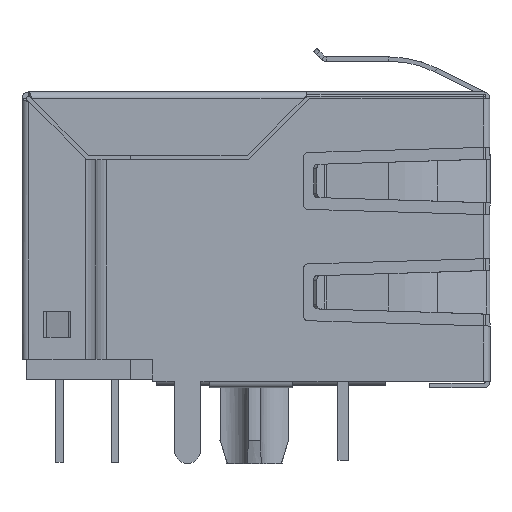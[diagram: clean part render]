
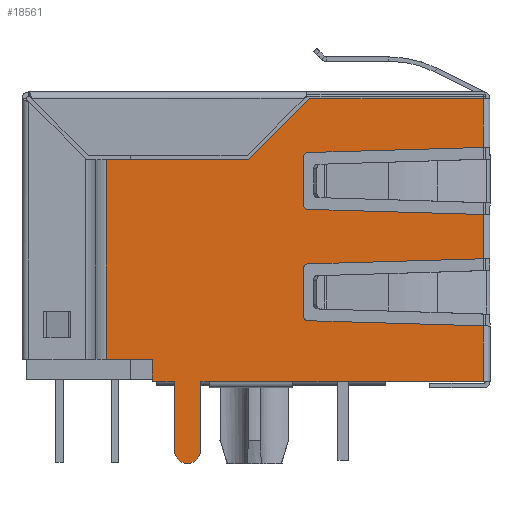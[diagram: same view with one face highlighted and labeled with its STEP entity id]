
A CAD part, left-side view. The second image highlights one B-rep face of the part: STEP entity #18561.
In plain terms, the highlighted face is planar.
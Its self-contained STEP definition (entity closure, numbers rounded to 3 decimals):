
#166=CIRCLE('',#19270,0.2);
#168=CIRCLE('',#19273,0.2);
#170=CIRCLE('',#19278,0.2);
#172=CIRCLE('',#19281,0.2);
#203=CIRCLE('',#19344,0.6);
#2863=ORIENTED_EDGE('',*,*,#5758,.T.);
#2864=ORIENTED_EDGE('',*,*,#5729,.T.);
#2865=ORIENTED_EDGE('',*,*,#5728,.T.);
#2866=ORIENTED_EDGE('',*,*,#4902,.T.);
#2867=ORIENTED_EDGE('',*,*,#5699,.F.);
#2868=ORIENTED_EDGE('',*,*,#5696,.F.);
#2869=ORIENTED_EDGE('',*,*,#5692,.F.);
#2870=ORIENTED_EDGE('',*,*,#5951,.T.);
#2871=ORIENTED_EDGE('',*,*,#5691,.T.);
#2872=ORIENTED_EDGE('',*,*,#4936,.T.);
#2873=ORIENTED_EDGE('',*,*,#5962,.T.);
#2874=ORIENTED_EDGE('',*,*,#5831,.T.);
#2875=ORIENTED_EDGE('',*,*,#5602,.F.);
#2876=ORIENTED_EDGE('',*,*,#5834,.T.);
#2877=ORIENTED_EDGE('',*,*,#5606,.F.);
#2878=ORIENTED_EDGE('',*,*,#5836,.T.);
#2879=ORIENTED_EDGE('',*,*,#4875,.T.);
#2880=ORIENTED_EDGE('',*,*,#5825,.F.);
#2881=ORIENTED_EDGE('',*,*,#5614,.F.);
#2882=ORIENTED_EDGE('',*,*,#5823,.F.);
#2883=ORIENTED_EDGE('',*,*,#5610,.F.);
#2884=ORIENTED_EDGE('',*,*,#5820,.F.);
#2885=ORIENTED_EDGE('',*,*,#4886,.T.);
#2886=ORIENTED_EDGE('',*,*,#5958,.T.);
#2887=ORIENTED_EDGE('',*,*,#5955,.T.);
#2888=ORIENTED_EDGE('',*,*,#5953,.T.);
#4875=EDGE_CURVE('',#6825,#6826,#8004,.T.);
#4886=EDGE_CURVE('',#6833,#6835,#8009,.T.);
#4902=EDGE_CURVE('',#6847,#6850,#8023,.T.);
#4936=EDGE_CURVE('',#6876,#6880,#8051,.T.);
#5602=EDGE_CURVE('',#7289,#7290,#166,.T.);
#5606=EDGE_CURVE('',#7293,#7294,#168,.T.);
#5610=EDGE_CURVE('',#7297,#7298,#170,.T.);
#5614=EDGE_CURVE('',#7301,#7302,#172,.T.);
#5691=EDGE_CURVE('',#7359,#6876,#8465,.T.);
#5692=EDGE_CURVE('',#7361,#7362,#8466,.T.);
#5696=EDGE_CURVE('',#7362,#7365,#203,.T.);
#5699=EDGE_CURVE('',#7365,#6850,#8471,.T.);
#5728=EDGE_CURVE('',#7379,#6847,#8492,.T.);
#5729=EDGE_CURVE('',#7381,#7379,#8493,.T.);
#5758=EDGE_CURVE('',#7403,#7381,#8513,.T.);
#5820=EDGE_CURVE('',#6833,#7297,#8560,.T.);
#5823=EDGE_CURVE('',#7298,#7301,#8563,.T.);
#5825=EDGE_CURVE('',#7302,#6826,#8565,.T.);
#5831=EDGE_CURVE('',#7433,#7290,#8570,.T.);
#5834=EDGE_CURVE('',#7289,#7294,#8571,.T.);
#5836=EDGE_CURVE('',#7293,#6825,#8573,.T.);
#5951=EDGE_CURVE('',#7361,#7359,#8669,.T.);
#5953=EDGE_CURVE('',#7482,#7403,#8671,.T.);
#5955=EDGE_CURVE('',#7483,#7482,#8673,.T.);
#5958=EDGE_CURVE('',#6835,#7483,#8676,.T.);
#5962=EDGE_CURVE('',#6880,#7433,#8680,.T.);
#6825=VERTEX_POINT('',#23547);
#6826=VERTEX_POINT('',#23548);
#6833=VERTEX_POINT('',#23565);
#6835=VERTEX_POINT('',#23569);
#6847=VERTEX_POINT('',#23599);
#6850=VERTEX_POINT('',#23604);
#6876=VERTEX_POINT('',#23669);
#6880=VERTEX_POINT('',#23677);
#7289=VERTEX_POINT('',#26231);
#7290=VERTEX_POINT('',#26233);
#7293=VERTEX_POINT('',#26240);
#7294=VERTEX_POINT('',#26242);
#7297=VERTEX_POINT('',#26251);
#7298=VERTEX_POINT('',#26253);
#7301=VERTEX_POINT('',#26260);
#7302=VERTEX_POINT('',#26262);
#7359=VERTEX_POINT('',#26414);
#7361=VERTEX_POINT('',#26430);
#7362=VERTEX_POINT('',#26431);
#7365=VERTEX_POINT('',#26439);
#7379=VERTEX_POINT('',#26497);
#7381=VERTEX_POINT('',#26503);
#7403=VERTEX_POINT('',#26560);
#7433=VERTEX_POINT('',#26701);
#7482=VERTEX_POINT('',#26916);
#7483=VERTEX_POINT('',#26920);
#8004=LINE('',#23546,#9340);
#8009=LINE('',#23570,#9345);
#8023=LINE('',#23605,#9359);
#8051=LINE('',#23678,#9387);
#8465=LINE('',#26427,#9801);
#8466=LINE('',#26429,#9802);
#8471=LINE('',#26444,#9807);
#8492=LINE('',#26500,#9828);
#8493=LINE('',#26502,#9829);
#8513=LINE('',#26559,#9849);
#8560=LINE('',#26682,#9896);
#8563=LINE('',#26686,#9899);
#8565=LINE('',#26689,#9901);
#8570=LINE('',#26700,#9906);
#8571=LINE('',#26705,#9907);
#8573=LINE('',#26708,#9909);
#8669=LINE('',#26911,#10005);
#8671=LINE('',#26915,#10007);
#8673=LINE('',#26919,#10009);
#8676=LINE('',#26925,#10012);
#8680=LINE('',#26931,#10016);
#9340=VECTOR('',#20055,1000.);
#9345=VECTOR('',#20076,1000.);
#9359=VECTOR('',#20102,1000.);
#9387=VECTOR('',#20160,1000.);
#9801=VECTOR('',#21294,1000.);
#9802=VECTOR('',#21297,1000.);
#9807=VECTOR('',#21310,1000.);
#9828=VECTOR('',#21373,1000.);
#9829=VECTOR('',#21376,1000.);
#9849=VECTOR('',#21426,1000.);
#9896=VECTOR('',#21569,1000.);
#9899=VECTOR('',#21574,1000.);
#9901=VECTOR('',#21578,1000.);
#9906=VECTOR('',#21587,1000.);
#9907=VECTOR('',#21594,1000.);
#9909=VECTOR('',#21598,1000.);
#10005=VECTOR('',#21790,1000.);
#10007=VECTOR('',#21794,1000.);
#10009=VECTOR('',#21798,1000.);
#10012=VECTOR('',#21803,1000.);
#10016=VECTOR('',#21811,1000.);
#11044=EDGE_LOOP('',(#2863,#2864,#2865,#2866,#2867,#2868,#2869,#2870,#2871,
#2872,#2873,#2874,#2875,#2876,#2877,#2878,#2879,#2880,#2881,#2882,#2883,
#2884,#2885,#2886,#2887,#2888));
#11866=FACE_BOUND('',#11044,.T.);
#12535=PLANE('',#19492);
#18561=ADVANCED_FACE('',(#11866),#12535,.T.);
#19270=AXIS2_PLACEMENT_3D('',#26232,#21098,#21099);
#19273=AXIS2_PLACEMENT_3D('',#26241,#21106,#21107);
#19278=AXIS2_PLACEMENT_3D('',#26252,#21118,#21119);
#19281=AXIS2_PLACEMENT_3D('',#26261,#21126,#21127);
#19344=AXIS2_PLACEMENT_3D('',#26438,#21303,#21304);
#19492=AXIS2_PLACEMENT_3D('',#26930,#21809,#21810);
#20055=DIRECTION('',(0.,0.,-1.));
#20076=DIRECTION('',(0.,0.,-1.));
#20102=DIRECTION('',(0.,-1.,0.));
#20160=DIRECTION('',(0.,-1.,0.));
#21098=DIRECTION('',(1.,0.,0.));
#21099=DIRECTION('',(0.,1.,0.));
#21106=DIRECTION('',(1.,0.,0.));
#21107=DIRECTION('',(0.,1.,0.));
#21118=DIRECTION('',(1.,0.,0.));
#21119=DIRECTION('',(0.,1.,0.));
#21126=DIRECTION('',(1.,0.,0.));
#21127=DIRECTION('',(0.,1.,0.));
#21294=DIRECTION('',(0.,-1.,0.));
#21297=DIRECTION('',(0.,0.,1.));
#21303=DIRECTION('',(-1.,0.,0.));
#21304=DIRECTION('',(0.,-1.,0.));
#21310=DIRECTION('',(0.,0.,-1.));
#21373=DIRECTION('',(0.,0.,1.));
#21376=DIRECTION('',(0.,-1.,0.));
#21426=DIRECTION('',(0.,0.,1.));
#21569=DIRECTION('',(0.,1.,0.029));
#21574=DIRECTION('',(0.,0.,1.));
#21578=DIRECTION('',(0.,-1.,0.029));
#21587=DIRECTION('',(0.,1.,-0.029));
#21594=DIRECTION('',(0.,0.,-1.));
#21598=DIRECTION('',(0.,-1.,-0.029));
#21790=DIRECTION('',(0.,-1.,0.));
#21794=DIRECTION('',(0.,1.,0.));
#21798=DIRECTION('',(0.,0.707,0.707));
#21803=DIRECTION('',(0.,1.,0.));
#21809=DIRECTION('',(1.,0.,0.));
#21810=DIRECTION('',(0.,1.,0.));
#21811=DIRECTION('',(0.,0.,-1.));
#23546=CARTESIAN_POINT('',(7.95,-10.59,6.6));
#23547=CARTESIAN_POINT('',(7.95,-10.59,1.009));
#23548=CARTESIAN_POINT('',(7.95,-10.59,-1.009));
#23565=CARTESIAN_POINT('',(7.95,-10.59,-4.071));
#23569=CARTESIAN_POINT('',(7.95,-10.59,-6.3));
#23570=CARTESIAN_POINT('',(7.95,-10.59,6.6));
#23599=CARTESIAN_POINT('',(7.95,4.51,6.6));
#23604=CARTESIAN_POINT('',(7.95,3.51,6.6));
#23605=CARTESIAN_POINT('',(7.95,-10.72,6.6));
#23669=CARTESIAN_POINT('',(7.95,-1.9,6.6));
#23677=CARTESIAN_POINT('',(7.95,-10.59,6.6));
#23678=CARTESIAN_POINT('',(7.95,-10.72,6.6));
#26231=CARTESIAN_POINT('',(7.95,-2.39,3.636));
#26232=CARTESIAN_POINT('',(7.95,-2.59,3.636));
#26233=CARTESIAN_POINT('',(7.95,-2.584,3.836));
#26240=CARTESIAN_POINT('',(7.95,-2.584,1.244));
#26241=CARTESIAN_POINT('',(7.95,-2.59,1.444));
#26242=CARTESIAN_POINT('',(7.95,-2.39,1.444));
#26251=CARTESIAN_POINT('',(7.95,-2.584,-3.836));
#26252=CARTESIAN_POINT('',(7.95,-2.59,-3.636));
#26253=CARTESIAN_POINT('',(7.95,-2.39,-3.636));
#26260=CARTESIAN_POINT('',(7.95,-2.39,-1.444));
#26261=CARTESIAN_POINT('',(7.95,-2.59,-1.444));
#26262=CARTESIAN_POINT('',(7.95,-2.584,-1.244));
#26414=CARTESIAN_POINT('',(7.95,1.9,6.6));
#26427=CARTESIAN_POINT('',(7.95,1.9,6.6));
#26429=CARTESIAN_POINT('',(7.95,2.31,6.6));
#26430=CARTESIAN_POINT('',(7.95,2.31,6.6));
#26431=CARTESIAN_POINT('',(7.95,2.31,9.75));
#26438=CARTESIAN_POINT('',(7.95,2.91,9.75));
#26439=CARTESIAN_POINT('',(7.95,3.51,9.75));
#26444=CARTESIAN_POINT('',(7.95,3.51,9.75));
#26497=CARTESIAN_POINT('',(7.95,4.51,5.6));
#26500=CARTESIAN_POINT('',(7.95,4.51,6.6));
#26502=CARTESIAN_POINT('',(7.95,-10.72,5.6));
#26503=CARTESIAN_POINT('',(7.95,6.61,5.6));
#26559=CARTESIAN_POINT('',(7.95,6.61,-3.516));
#26560=CARTESIAN_POINT('',(7.95,6.61,-3.516));
#26682=CARTESIAN_POINT('',(7.95,-10.89,-4.08));
#26686=CARTESIAN_POINT('',(7.95,-2.39,-3.83));
#26689=CARTESIAN_POINT('',(7.95,-2.39,-1.25));
#26700=CARTESIAN_POINT('',(7.95,-10.89,4.08));
#26701=CARTESIAN_POINT('',(7.95,-10.59,4.071));
#26705=CARTESIAN_POINT('',(7.95,-2.39,3.83));
#26708=CARTESIAN_POINT('',(7.95,-2.39,1.25));
#26911=CARTESIAN_POINT('',(7.95,-10.72,6.6));
#26915=CARTESIAN_POINT('',(7.95,0.114,-3.516));
#26916=CARTESIAN_POINT('',(7.95,0.114,-3.516));
#26919=CARTESIAN_POINT('',(7.95,-2.67,-6.3));
#26920=CARTESIAN_POINT('',(7.95,-2.67,-6.3));
#26925=CARTESIAN_POINT('',(7.95,-10.72,-6.3));
#26930=CARTESIAN_POINT('',(7.95,-10.72,6.6));
#26931=CARTESIAN_POINT('',(7.95,-10.59,6.6));
